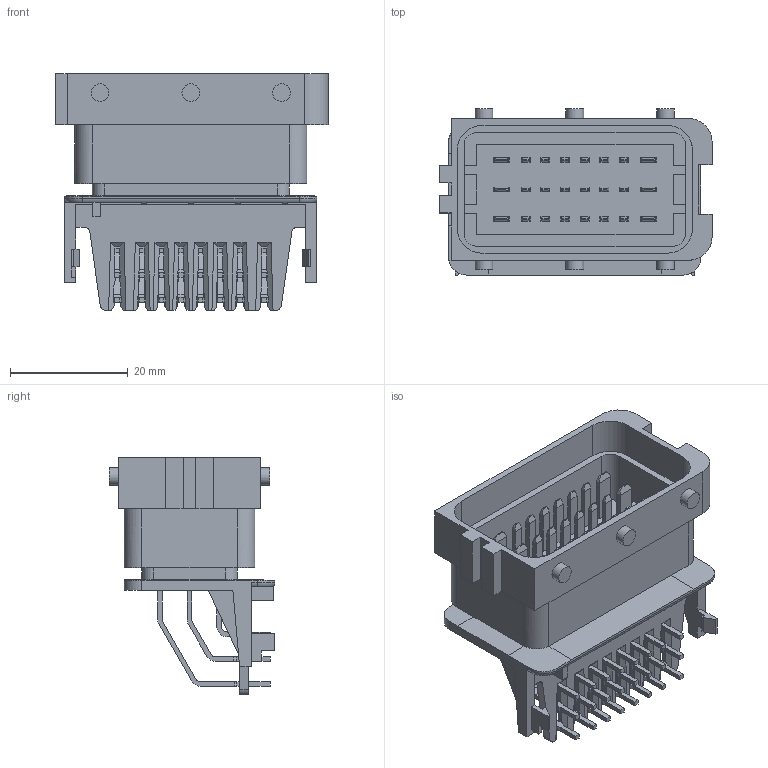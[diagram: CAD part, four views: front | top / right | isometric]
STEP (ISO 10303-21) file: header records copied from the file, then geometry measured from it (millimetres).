
FILE_DESCRIPTION(/* description */ (''),/* implementation_level */ '2;1');
FILE_NAME(/* name */ '33501039-ENV10_01-CONN.stp',/* time_stamp */ '2020-02-24T12:31:36+05:00',/* author */ (''),/* organization */ (''),/* preprocessor_version */ 'ST-DEVELOPER v16',/* originating_system */ 'SIEMENS PLM Software NX 11.0',/* authorisation */ '');
FILE_SCHEMA (('AP203_CONFIGURATION_CONTROLLED_3D_DESIGN_OF_MECHANICAL_PARTS_AND_ASSEMBLIES_MIM_LF { 1 0 10303 403 2 1 2}'));
Length unit declared in the file: millimetre
Products named in the file (1): hjcv7628981C71gc
Bounding box: 46.2 x 28.15 x 40.2 mm (x, y, z)
Volume: 10923.4 mm3; surface area: 13104.1 mm2
Topology: 1 solids, 1 shells, 1285 faces, 3683 edges, 2361 vertices
Faces by surface type: plane 1112, cylinder 163, cone 8, torus 2
Full cylindrical faces by diameter (mm): 3 x6
Entity records: 41398 total; most frequent: CARTESIAN_POINT 7486, ORIENTED_EDGE 7348, DIRECTION 6550, EDGE_CURVE 3674, LINE 3322, VECTOR 3322, VERTEX_POINT 2358, AXIS2_PLACEMENT_3D 1614
